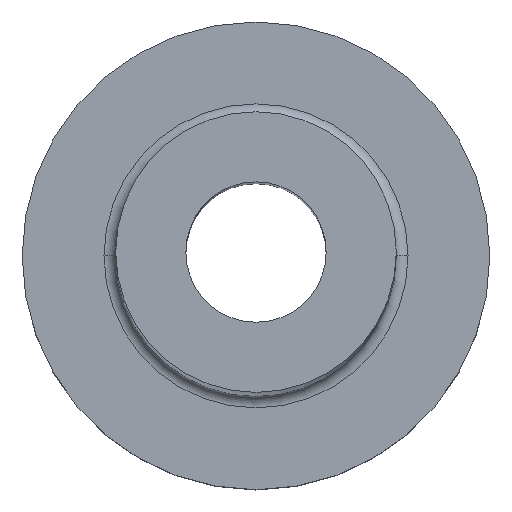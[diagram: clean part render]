
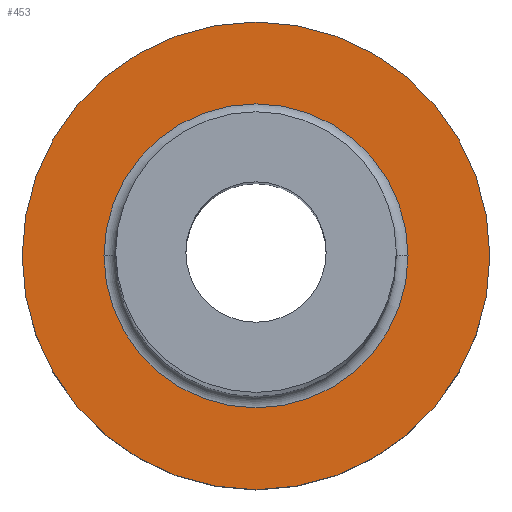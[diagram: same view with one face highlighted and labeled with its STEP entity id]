
A CAD part, top view. The second image highlights one B-rep face of the part: STEP entity #453.
In plain terms, the highlighted planar face has unit normal (0, 0, 1).
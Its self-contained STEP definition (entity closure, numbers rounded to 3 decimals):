
#9 = DIRECTION ( 'NONE',  ( 0., 0., 1. ) ) ;
#17 = DIRECTION ( 'NONE',  ( 1., 0., 0. ) ) ;
#26 = ORIENTED_EDGE ( 'NONE', *, *, #135, .T. ) ;
#42 = DIRECTION ( 'NONE',  ( 1., 0., 0. ) ) ;
#48 = CARTESIAN_POINT ( 'NONE',  ( 0., 0., 7. ) ) ;
#93 = AXIS2_PLACEMENT_3D ( 'NONE', #160, #128, #274 ) ;
#103 = VERTEX_POINT ( 'NONE', #359 ) ;
#105 = CIRCLE ( 'NONE', #347, 10. ) ;
#110 = CARTESIAN_POINT ( 'NONE',  ( 0., 0., 7. ) ) ;
#125 = CIRCLE ( 'NONE', #280, 10. ) ;
#128 = DIRECTION ( 'NONE',  ( 0., 0., -1. ) ) ;
#135 = EDGE_CURVE ( 'NONE', #225, #404, #105, .T. ) ;
#158 = CARTESIAN_POINT ( 'NONE',  ( -10., 0., 7. ) ) ;
#160 = CARTESIAN_POINT ( 'NONE',  ( 0., 0., 7. ) ) ;
#193 = AXIS2_PLACEMENT_3D ( 'NONE', #48, #9, #17 ) ;
#213 = CIRCLE ( 'NONE', #258, 6.5 ) ;
#220 = FACE_OUTER_BOUND ( 'NONE', #420, .T. ) ;
#225 = VERTEX_POINT ( 'NONE', #158 ) ;
#237 = DIRECTION ( 'NONE',  ( 0., 0., 1. ) ) ;
#240 = EDGE_CURVE ( 'NONE', #404, #225, #125, .T. ) ;
#247 = EDGE_LOOP ( 'NONE', ( #386, #287 ) ) ;
#251 = DIRECTION ( 'NONE',  ( 0., 0., -1. ) ) ;
#253 = DIRECTION ( 'NONE',  ( 1., 0., 0. ) ) ;
#258 = AXIS2_PLACEMENT_3D ( 'NONE', #432, #251, #253 ) ;
#274 = DIRECTION ( 'NONE',  ( 1., 0., 0. ) ) ;
#277 = EDGE_CURVE ( 'NONE', #103, #422, #394, .T. ) ;
#278 = CARTESIAN_POINT ( 'NONE',  ( 0., 0., 7. ) ) ;
#280 = AXIS2_PLACEMENT_3D ( 'NONE', #278, #237, #416 ) ;
#287 = ORIENTED_EDGE ( 'NONE', *, *, #277, .T. ) ;
#314 = CARTESIAN_POINT ( 'NONE',  ( 10., 0., 7. ) ) ;
#327 = FACE_BOUND ( 'NONE', #247, .T. ) ;
#335 = PLANE ( 'NONE',  #193 ) ;
#347 = AXIS2_PLACEMENT_3D ( 'NONE', #110, #392, #42 ) ;
#359 = CARTESIAN_POINT ( 'NONE',  ( -6.5, 0., 7. ) ) ;
#383 = ORIENTED_EDGE ( 'NONE', *, *, #240, .T. ) ;
#386 = ORIENTED_EDGE ( 'NONE', *, *, #447, .T. ) ;
#392 = DIRECTION ( 'NONE',  ( 0., 0., 1. ) ) ;
#394 = CIRCLE ( 'NONE', #93, 6.5 ) ;
#404 = VERTEX_POINT ( 'NONE', #314 ) ;
#416 = DIRECTION ( 'NONE',  ( 1., 0., 0. ) ) ;
#420 = EDGE_LOOP ( 'NONE', ( #26, #383 ) ) ;
#422 = VERTEX_POINT ( 'NONE', #429 ) ;
#429 = CARTESIAN_POINT ( 'NONE',  ( 6.5, 0., 7. ) ) ;
#432 = CARTESIAN_POINT ( 'NONE',  ( 0., 0., 7. ) ) ;
#447 = EDGE_CURVE ( 'NONE', #422, #103, #213, .T. ) ;
#453 = ADVANCED_FACE ( 'NONE', ( #327, #220 ), #335, .T. ) ;
